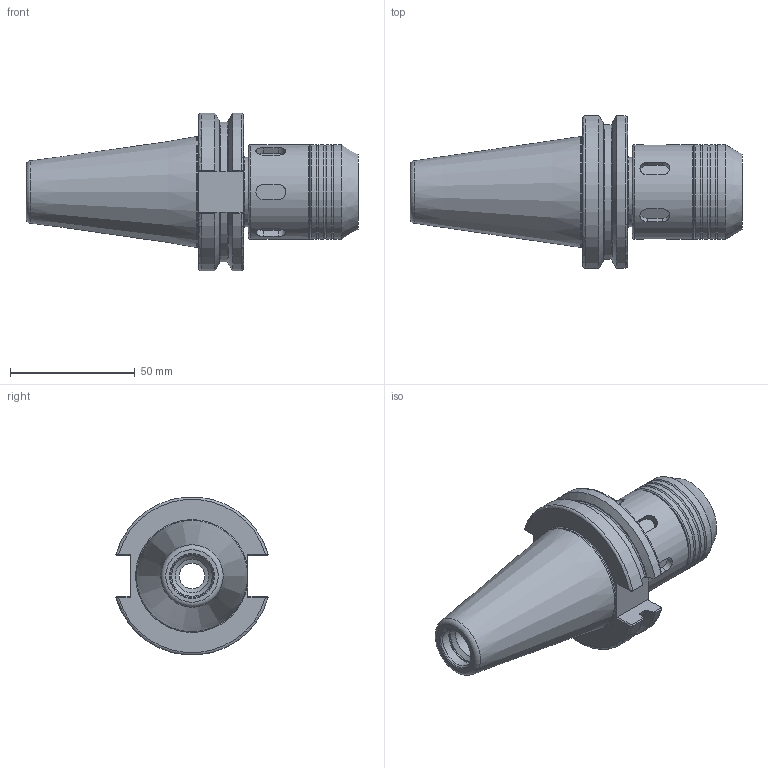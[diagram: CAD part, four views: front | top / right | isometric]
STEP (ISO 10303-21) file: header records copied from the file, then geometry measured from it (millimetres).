
FILE_DESCRIPTION(/* description */ (''),/* implementation_level */ '2;1');
FILE_NAME(/* name */ 'DCAT40-BCM16-0256.stp',/* time_stamp */ '2019-07-11T08:38:37-05:00',/* author */ ('ldfli'),/* organization */ ('Pioneer N.A.'),/* preprocessor_version */ 'ST-DEVELOPER v18',/* originating_system */ 'Autodesk Inventor LT',/* authorisation */ '');
FILE_SCHEMA (('AUTOMOTIVE_DESIGN { 1 0 10303 214 3 1 1 }'));
Length unit declared in the file: millimetre
Products named in the file (1): DCAT40-BCM16-0256
Bounding box: 133.25 x 61.14 x 63.31 mm (x, y, z)
Volume: 141397.2 mm3; surface area: 39357.3 mm2
Topology: 3 solids, 3 shells, 177 faces, 524 edges, 367 vertices
Faces by surface type: plane 66, cylinder 44, torus 38, bspline 16, cone 13
Full cylindrical faces by diameter (mm): 10 x1, 10.25 x1, 13.492 x1, 16 x1, 16.28 x1, 16.68 x1, 17 x1, 27 x1, 28 x1, 28.42 x1, 29.3 x2, 29.5 x2, 38.08 x5, 44.45 x1
Entity records: 7148 total; most frequent: CARTESIAN_POINT 2298, ORIENTED_EDGE 1048, DIRECTION 1011, EDGE_CURVE 524, AXIS2_PLACEMENT_3D 418, VERTEX_POINT 367, CIRCLE 256, EDGE_LOOP 197
